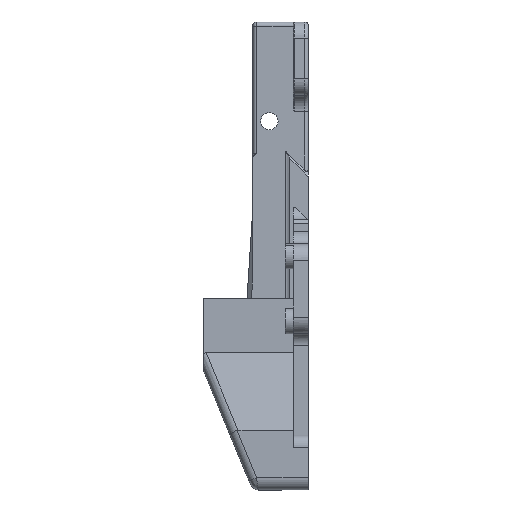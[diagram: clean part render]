
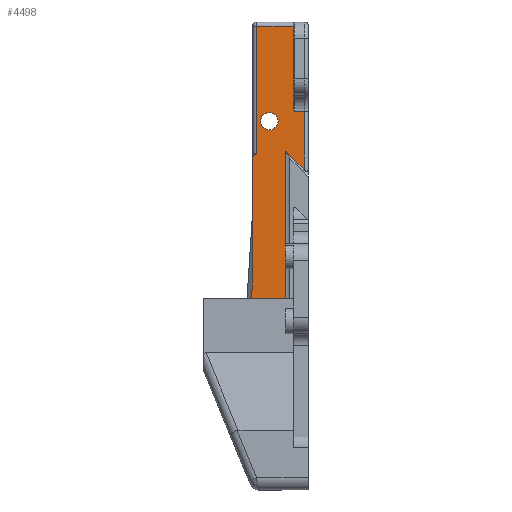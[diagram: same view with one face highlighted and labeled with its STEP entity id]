
A CAD part, front view. The second image highlights one B-rep face of the part: STEP entity #4498.
In plain terms, the highlighted planar face has unit normal (0, -1, 0).
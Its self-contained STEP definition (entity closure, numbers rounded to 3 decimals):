
#47=B_SPLINE_CURVE_WITH_KNOTS('',3,(#7249,#7250,#7251,#7252,#7253,#7254,
#7255,#7256,#7257,#7258,#7259,#7260,#7261,#7262,#7263,#7264,#7265,#7266,
#7267,#7268,#7269,#7270,#7271,#7272,#7273,#7274,#7275,#7276,#7277,#7278,
#7279,#7280,#7281,#7282,#7283,#7284,#7285,#7286,#7287,#7288),
 .UNSPECIFIED.,.F.,.F.,(4,3,3,3,3,3,3,3,3,3,3,3,3,4),(-1.,-0.571,
-0.185,-0.146,-0.1,-0.067,
-0.038,-0.011,-0.008,-0.004,
-0.002,-0.001,0.,0.),
 .UNSPECIFIED.);
#48=B_SPLINE_CURVE_WITH_KNOTS('',3,(#7295,#7296,#7297,#7298),
 .UNSPECIFIED.,.F.,.F.,(4,4),(0.,0.138),.UNSPECIFIED.);
#147=FACE_BOUND('',#712,.T.);
#246=PLANE('',#4930);
#447=FACE_OUTER_BOUND('',#711,.T.);
#711=EDGE_LOOP('',(#3728,#3729,#3730,#3731,#3732,#3733,#3734,#3735,#3736,
#3737,#3738,#3739,#3740,#3741,#3742,#3743));
#712=EDGE_LOOP('',(#3744));
#836=LINE('',#6524,#1252);
#875=LINE('',#6634,#1291);
#932=LINE('',#6769,#1348);
#1019=LINE('',#7182,#1435);
#1020=LINE('',#7235,#1436);
#1022=LINE('',#7291,#1438);
#1027=LINE('',#7330,#1443);
#1039=LINE('',#7448,#1455);
#1102=LINE('',#7777,#1518);
#1104=LINE('',#7787,#1520);
#1105=LINE('',#7790,#1521);
#1106=LINE('',#7792,#1522);
#1107=LINE('',#7794,#1523);
#1108=LINE('',#7795,#1524);
#1252=VECTOR('',#5145,1000.);
#1291=VECTOR('',#5236,10.);
#1348=VECTOR('',#5371,10.);
#1435=VECTOR('',#5668,1000.);
#1436=VECTOR('',#5669,10.);
#1438=VECTOR('',#5675,10.);
#1443=VECTOR('',#5714,10.);
#1455=VECTOR('',#5744,10.);
#1518=VECTOR('',#6015,10.);
#1520=VECTOR('',#6025,10.);
#1521=VECTOR('',#6028,10.);
#1522=VECTOR('',#6029,10.);
#1523=VECTOR('',#6030,10.);
#1524=VECTOR('',#6031,10.);
#1727=CIRCLE('',#4818,2.125);
#1848=VERTEX_POINT('',#6521);
#1849=VERTEX_POINT('',#6523);
#1894=VERTEX_POINT('',#6632);
#1933=VERTEX_POINT('',#6768);
#1966=VERTEX_POINT('',#6899);
#2046=VERTEX_POINT('',#7180);
#2047=VERTEX_POINT('',#7233);
#2048=VERTEX_POINT('',#7234);
#2050=VERTEX_POINT('',#7238);
#2051=VERTEX_POINT('',#7293);
#2052=VERTEX_POINT('',#7294);
#2063=VERTEX_POINT('',#7329);
#2067=VERTEX_POINT('',#7350);
#2142=VERTEX_POINT('',#7785);
#2143=VERTEX_POINT('',#7789);
#2144=VERTEX_POINT('',#7791);
#2145=VERTEX_POINT('',#7793);
#2276=EDGE_CURVE('',#1848,#1849,#836,.T.);
#2331=EDGE_CURVE('',#1894,#1848,#875,.T.);
#2398=EDGE_CURVE('',#1933,#1849,#932,.T.);
#2554=EDGE_CURVE('',#2046,#1894,#1019,.T.);
#2555=EDGE_CURVE('',#2047,#2048,#1020,.T.);
#2558=EDGE_CURVE('',#2050,#2047,#47,.T.);
#2560=EDGE_CURVE('',#2048,#1966,#1022,.T.);
#2561=EDGE_CURVE('',#2051,#2052,#48,.F.);
#2577=EDGE_CURVE('',#1966,#2063,#1027,.T.);
#2587=EDGE_CURVE('',#2067,#2067,#1727,.T.);
#2596=EDGE_CURVE('',#1933,#2050,#1039,.T.);
#2717=EDGE_CURVE('',#2051,#2063,#1102,.T.);
#2722=EDGE_CURVE('',#2046,#2142,#1104,.T.);
#2723=EDGE_CURVE('',#2143,#2142,#1105,.T.);
#2724=EDGE_CURVE('',#2144,#2143,#1106,.T.);
#2725=EDGE_CURVE('',#2145,#2144,#1107,.T.);
#2726=EDGE_CURVE('',#2052,#2145,#1108,.T.);
#3728=ORIENTED_EDGE('',*,*,#2560,.F.);
#3729=ORIENTED_EDGE('',*,*,#2555,.F.);
#3730=ORIENTED_EDGE('',*,*,#2558,.F.);
#3731=ORIENTED_EDGE('',*,*,#2596,.F.);
#3732=ORIENTED_EDGE('',*,*,#2398,.T.);
#3733=ORIENTED_EDGE('',*,*,#2276,.F.);
#3734=ORIENTED_EDGE('',*,*,#2331,.F.);
#3735=ORIENTED_EDGE('',*,*,#2554,.F.);
#3736=ORIENTED_EDGE('',*,*,#2722,.T.);
#3737=ORIENTED_EDGE('',*,*,#2723,.F.);
#3738=ORIENTED_EDGE('',*,*,#2724,.F.);
#3739=ORIENTED_EDGE('',*,*,#2725,.F.);
#3740=ORIENTED_EDGE('',*,*,#2726,.F.);
#3741=ORIENTED_EDGE('',*,*,#2561,.F.);
#3742=ORIENTED_EDGE('',*,*,#2717,.T.);
#3743=ORIENTED_EDGE('',*,*,#2577,.F.);
#3744=ORIENTED_EDGE('',*,*,#2587,.T.);
#4498=ADVANCED_FACE('',(#447,#147),#246,.T.);
#4818=AXIS2_PLACEMENT_3D('',#7352,#5731,#5732);
#4930=AXIS2_PLACEMENT_3D('',#7788,#6026,#6027);
#5145=DIRECTION('',(1.,0.,0.));
#5236=DIRECTION('',(0.,0.,1.));
#5371=DIRECTION('',(-0.064,0.,-0.998));
#5668=DIRECTION('',(-1.,0.,0.));
#5669=DIRECTION('',(0.816,0.,0.577));
#5675=DIRECTION('',(0.,0.,1.));
#5714=DIRECTION('',(1.,0.,0.));
#5731=DIRECTION('center_axis',(0.,1.,0.));
#5732=DIRECTION('ref_axis',(0.,0.,
1.));
#5744=DIRECTION('',(0.,0.,1.));
#6015=DIRECTION('',(0.,0.,1.));
#6025=DIRECTION('',(0.,0.,1.));
#6026=DIRECTION('center_axis',(0.,-1.,0.));
#6027=DIRECTION('ref_axis',(-1.,0.,0.));
#6028=DIRECTION('',(-0.707,0.,0.707));
#6029=DIRECTION('',(-0.707,0.,0.707));
#6030=DIRECTION('',(0.,0.,-1.));
#6031=DIRECTION('',(1.,0.,0.));
#6521=CARTESIAN_POINT('',(-28.933,256.979,69.095));
#6523=CARTESIAN_POINT('',(-19.15,256.979,69.095));
#6524=CARTESIAN_POINT('',(-19.883,256.979,69.095));
#6632=CARTESIAN_POINT('',(-28.933,256.979,53.895));
#6634=CARTESIAN_POINT('',(-28.933,256.979,56.095));
#6768=CARTESIAN_POINT('',(-18.833,256.979,74.006));
#6769=CARTESIAN_POINT('',(-18.42,256.979,80.4));
#6899=CARTESIAN_POINT('',(-17.833,256.979,136.095));
#7180=CARTESIAN_POINT('',(-10.833,256.979,53.895));
#7182=CARTESIAN_POINT('',(-19.883,256.979,53.895));
#7233=CARTESIAN_POINT('',(-18.41,256.979,104.393));
#7234=CARTESIAN_POINT('',(-17.833,256.979,104.802));
#7235=CARTESIAN_POINT('',(-16.904,256.979,105.459));
#7238=CARTESIAN_POINT('',(-18.833,256.979,103.577));
#7249=CARTESIAN_POINT('Ctrl Pts',(-18.833,256.979,103.577));
#7250=CARTESIAN_POINT('Ctrl Pts',(-18.833,256.979,103.713));
#7251=CARTESIAN_POINT('Ctrl Pts',(-18.805,256.979,103.85));
#7252=CARTESIAN_POINT('Ctrl Pts',(-18.75,256.979,103.975));
#7253=CARTESIAN_POINT('Ctrl Pts',(-18.701,256.979,104.088));
#7254=CARTESIAN_POINT('Ctrl Pts',(-18.631,256.979,104.191));
#7255=CARTESIAN_POINT('Ctrl Pts',(-18.545,256.979,104.279));
#7256=CARTESIAN_POINT('Ctrl Pts',(-18.536,256.979,104.288));
#7257=CARTESIAN_POINT('Ctrl Pts',(-18.527,256.979,104.297));
#7258=CARTESIAN_POINT('Ctrl Pts',(-18.518,256.979,104.305));
#7259=CARTESIAN_POINT('Ctrl Pts',(-18.507,256.979,104.315));
#7260=CARTESIAN_POINT('Ctrl Pts',(-18.496,256.979,104.325));
#7261=CARTESIAN_POINT('Ctrl Pts',(-18.485,256.979,104.335));
#7262=CARTESIAN_POINT('Ctrl Pts',(-18.477,256.979,104.341));
#7263=CARTESIAN_POINT('Ctrl Pts',(-18.47,256.979,104.348));
#7264=CARTESIAN_POINT('Ctrl Pts',(-18.462,256.979,104.355));
#7265=CARTESIAN_POINT('Ctrl Pts',(-18.454,256.979,104.36));
#7266=CARTESIAN_POINT('Ctrl Pts',(-18.447,256.979,104.366));
#7267=CARTESIAN_POINT('Ctrl Pts',(-18.439,256.979,104.372));
#7268=CARTESIAN_POINT('Ctrl Pts',(-18.433,256.979,104.377));
#7269=CARTESIAN_POINT('Ctrl Pts',(-18.426,256.979,104.382));
#7270=CARTESIAN_POINT('Ctrl Pts',(-18.419,256.979,104.387));
#7271=CARTESIAN_POINT('Ctrl Pts',(-18.418,256.979,104.388));
#7272=CARTESIAN_POINT('Ctrl Pts',(-18.417,256.979,104.389));
#7273=CARTESIAN_POINT('Ctrl Pts',(-18.416,256.979,104.389));
#7274=CARTESIAN_POINT('Ctrl Pts',(-18.415,256.979,104.39));
#7275=CARTESIAN_POINT('Ctrl Pts',(-18.414,256.979,104.391));
#7276=CARTESIAN_POINT('Ctrl Pts',(-18.413,256.979,104.391));
#7277=CARTESIAN_POINT('Ctrl Pts',(-18.413,256.979,104.392));
#7278=CARTESIAN_POINT('Ctrl Pts',(-18.412,256.979,104.392));
#7279=CARTESIAN_POINT('Ctrl Pts',(-18.412,256.979,104.392));
#7280=CARTESIAN_POINT('Ctrl Pts',(-18.411,256.979,104.393));
#7281=CARTESIAN_POINT('Ctrl Pts',(-18.411,256.979,104.393));
#7282=CARTESIAN_POINT('Ctrl Pts',(-18.411,256.979,104.393));
#7283=CARTESIAN_POINT('Ctrl Pts',(-18.411,256.979,104.393));
#7284=CARTESIAN_POINT('Ctrl Pts',(-18.411,256.979,104.393));
#7285=CARTESIAN_POINT('Ctrl Pts',(-18.41,256.979,104.393));
#7286=CARTESIAN_POINT('Ctrl Pts',(-18.41,256.979,104.393));
#7287=CARTESIAN_POINT('Ctrl Pts',(-18.41,256.979,104.393));
#7288=CARTESIAN_POINT('Ctrl Pts',(-18.41,256.979,104.393));
#7291=CARTESIAN_POINT('',(-17.833,256.979,80.495));
#7293=CARTESIAN_POINT('',(-8.883,256.979,116.531));
#7294=CARTESIAN_POINT('',(-8.633,256.979,115.095));
#7295=CARTESIAN_POINT('Ctrl Pts',(-8.633,256.979,115.095));
#7296=CARTESIAN_POINT('Ctrl Pts',(-8.744,256.979,115.54));
#7297=CARTESIAN_POINT('Ctrl Pts',(-8.883,256.979,116.072));
#7298=CARTESIAN_POINT('Ctrl Pts',(-8.883,256.979,116.531));
#7329=CARTESIAN_POINT('',(-8.883,256.979,136.095));
#7330=CARTESIAN_POINT('',(-14.358,256.979,136.095));
#7350=CARTESIAN_POINT('',(-14.733,256.979,110.57));
#7352=CARTESIAN_POINT('Origin',(-14.733,256.979,112.695));
#7448=CARTESIAN_POINT('',(-18.833,256.979,80.495));
#7777=CARTESIAN_POINT('',(-8.883,256.979,104.995));
#7785=CARTESIAN_POINT('',(-10.833,256.979,105.388));
#7787=CARTESIAN_POINT('',(-10.833,256.979,56.095));
#7788=CARTESIAN_POINT('Origin',(-19.883,256.979,54.895));
#7789=CARTESIAN_POINT('',(-8.833,256.979,103.388));
#7790=CARTESIAN_POINT('',(-12.272,256.979,106.827));
#7791=CARTESIAN_POINT('',(-6.133,256.979,100.688));
#7792=CARTESIAN_POINT('',(-2.911,256.979,97.466));
#7793=CARTESIAN_POINT('',(-6.133,256.979,115.095));
#7794=CARTESIAN_POINT('',(-6.133,256.979,46.995));
#7795=CARTESIAN_POINT('',(-14.383,256.979,115.095));
